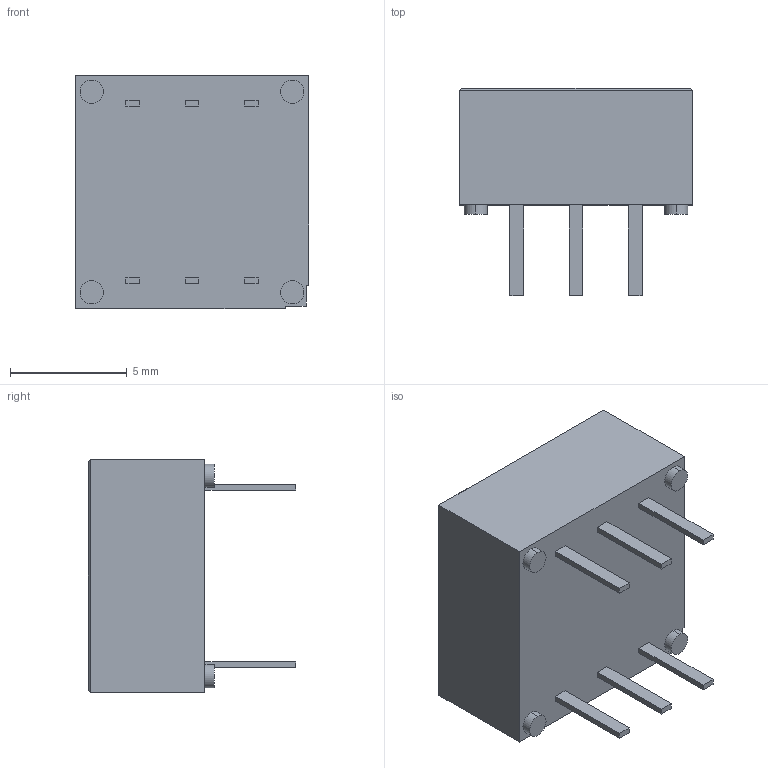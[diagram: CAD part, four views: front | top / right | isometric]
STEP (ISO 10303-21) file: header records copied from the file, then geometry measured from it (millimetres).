
FILE_DESCRIPTION (( 'STEP AP214' ), '1' );
FILE_NAME ('User Library-SW ERD116RSZ coder.STEP', '2019-12-12T15:02:50', ( '' ), ( '' ), 'SwSTEP 2.0', 'SolidWorks 2019', '' );
FILE_SCHEMA (( 'AUTOMOTIVE_DESIGN' ));
Length unit declared in the file: millimetre
Products named in the file (1): User Library-SW ERD116RSZ coder
Bounding box: 10 x 8.91 x 10 mm (x, y, z)
Volume: 496.5 mm3; surface area: 463.2 mm2
Topology: 1 solids, 1 shells, 305 faces, 787 edges, 523 vertices
Faces by surface type: plane 174, bspline 119, cylinder 12
Entity records: 16605 total; most frequent: CARTESIAN_POINT 8903, ORIENTED_EDGE 1574, DIRECTION 947, EDGE_CURVE 787, LINE 525, VECTOR 525, VERTEX_POINT 523, EDGE_LOOP 344
